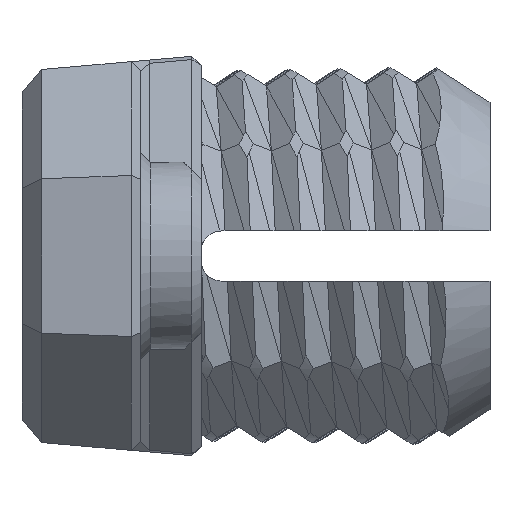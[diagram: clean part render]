
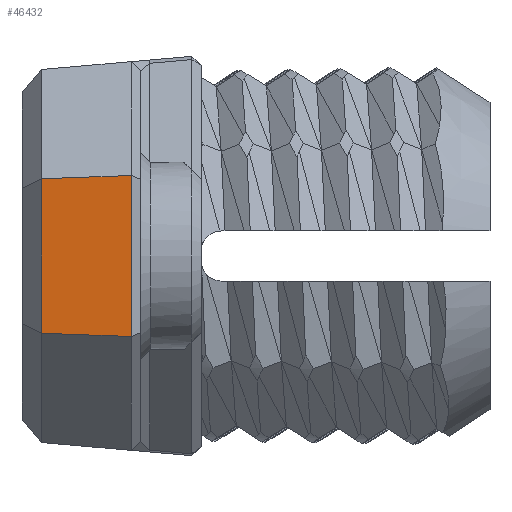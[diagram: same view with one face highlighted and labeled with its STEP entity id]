
A CAD part, left-side view. The second image highlights one B-rep face of the part: STEP entity #46432.
In plain terms, the highlighted planar face has unit normal (-0.996, 0.087, 0).
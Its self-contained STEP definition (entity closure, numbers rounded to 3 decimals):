
#5780 = PLANE('',#5781);
#5781 = AXIS2_PLACEMENT_3D('',#5782,#5783,#5784);
#5782 = CARTESIAN_POINT('',(-30.247,27.677,4.024
    ));
#5783 = DIRECTION('',(0.707,0.707,0.));
#5784 = DIRECTION('',(-0.707,0.707,0.));
#41139 = PLANE('',#41140);
#41140 = AXIS2_PLACEMENT_3D('',#41141,#41142,#41143);
#41141 = CARTESIAN_POINT('',(-24.422,29.21,9.716));
#41142 = DIRECTION('',(-0.704,0.087,
    0.704));
#41143 = DIRECTION('',(0.707,0.,0.707
    ));
#41391 = PLANE('',#41392);
#41392 = AXIS2_PLACEMENT_3D('',#41393,#41394,#41395);
#41393 = CARTESIAN_POINT('',(-24.422,29.21,-9.716));
#41394 = DIRECTION('',(-0.704,0.087,
    -0.704));
#41395 = DIRECTION('',(-0.707,0.,0.707));
#46221 = PLANE('',#46222);
#46222 = AXIS2_PLACEMENT_3D('',#46223,#46224,#46225);
#46223 = CARTESIAN_POINT('',(-28.663,33.21,-9.716));
#46224 = DIRECTION('',(-0.643,0.766,0.));
#46225 = DIRECTION('',(-0.766,-0.643,0.));
#46360 = EDGE_CURVE('',#46361,#46363,#46365,.T.);
#46361 = VERTEX_POINT('',#46362);
#46362 = CARTESIAN_POINT('',(-29.85,32.214,
    -3.915));
#46363 = VERTEX_POINT('',#46364);
#46364 = CARTESIAN_POINT('',(-30.247,27.677,
    -4.08));
#46365 = SURFACE_CURVE('',#46366,(#46370,#46377),.PCURVE_S1.);
#46366 = LINE('',#46367,#46368);
#46367 = CARTESIAN_POINT('',(-30.088,29.499,
    -4.014));
#46368 = VECTOR('',#46369,1.);
#46369 = DIRECTION('',(-0.087,-0.996,
    -0.036));
#46370 = PCURVE('',#41391,#46371);
#46371 = DEFINITIONAL_REPRESENTATION('',(#46372),#46376);
#46372 = LINE('',#46373,#46374);
#46373 = CARTESIAN_POINT('',(8.038,0.29));
#46374 = VECTOR('',#46375,1.);
#46375 = DIRECTION('',(0.036,-0.999));
#46376 = ( GEOMETRIC_REPRESENTATION_CONTEXT(2) 
PARAMETRIC_REPRESENTATION_CONTEXT() REPRESENTATION_CONTEXT('2D SPACE',''
  ) );
#46377 = PCURVE('',#46378,#46383);
#46378 = PLANE('',#46379);
#46379 = AXIS2_PLACEMENT_3D('',#46380,#46381,#46382);
#46380 = CARTESIAN_POINT('',(-30.113,29.21,4.024));
#46381 = DIRECTION('',(-0.996,0.087,0.));
#46382 = DIRECTION('',(-0.087,-0.996,0.));
#46383 = DEFINITIONAL_REPRESENTATION('',(#46384),#46388);
#46384 = LINE('',#46385,#46386);
#46385 = CARTESIAN_POINT('',(-0.29,-8.038));
#46386 = VECTOR('',#46387,1.);
#46387 = DIRECTION('',(0.999,-0.036));
#46388 = ( GEOMETRIC_REPRESENTATION_CONTEXT(2) 
PARAMETRIC_REPRESENTATION_CONTEXT() REPRESENTATION_CONTEXT('2D SPACE',''
  ) );
#46432 = ADVANCED_FACE('',(#46433),#46378,.T.);
#46433 = FACE_BOUND('',#46434,.T.);
#46434 = EDGE_LOOP('',(#46435,#46460,#46481,#46482));
#46435 = ORIENTED_EDGE('',*,*,#46436,.F.);
#46436 = EDGE_CURVE('',#46437,#46439,#46441,.T.);
#46437 = VERTEX_POINT('',#46438);
#46438 = CARTESIAN_POINT('',(-29.85,32.214,
    3.915));
#46439 = VERTEX_POINT('',#46440);
#46440 = CARTESIAN_POINT('',(-30.247,27.677,
    4.08));
#46441 = SURFACE_CURVE('',#46442,(#46446,#46453),.PCURVE_S1.);
#46442 = LINE('',#46443,#46444);
#46443 = CARTESIAN_POINT('',(-30.088,29.499,
    4.014));
#46444 = VECTOR('',#46445,1.);
#46445 = DIRECTION('',(-0.087,-0.996,
    0.036));
#46446 = PCURVE('',#46378,#46447);
#46447 = DEFINITIONAL_REPRESENTATION('',(#46448),#46452);
#46448 = LINE('',#46449,#46450);
#46449 = CARTESIAN_POINT('',(-0.29,-0.01));
#46450 = VECTOR('',#46451,1.);
#46451 = DIRECTION('',(0.999,0.036));
#46452 = ( GEOMETRIC_REPRESENTATION_CONTEXT(2) 
PARAMETRIC_REPRESENTATION_CONTEXT() REPRESENTATION_CONTEXT('2D SPACE',''
  ) );
#46453 = PCURVE('',#41139,#46454);
#46454 = DEFINITIONAL_REPRESENTATION('',(#46455),#46459);
#46455 = LINE('',#46456,#46457);
#46456 = CARTESIAN_POINT('',(-8.038,0.29));
#46457 = VECTOR('',#46458,1.);
#46458 = DIRECTION('',(-0.036,-0.999));
#46459 = ( GEOMETRIC_REPRESENTATION_CONTEXT(2) 
PARAMETRIC_REPRESENTATION_CONTEXT() REPRESENTATION_CONTEXT('2D SPACE',''
  ) );
#46460 = ORIENTED_EDGE('',*,*,#46461,.T.);
#46461 = EDGE_CURVE('',#46437,#46361,#46462,.T.);
#46462 = SURFACE_CURVE('',#46463,(#46467,#46474),.PCURVE_S1.);
#46463 = LINE('',#46464,#46465);
#46464 = CARTESIAN_POINT('',(-29.85,32.214,
    4.024));
#46465 = VECTOR('',#46466,1.);
#46466 = DIRECTION('',(0.,0.,-1.));
#46467 = PCURVE('',#46378,#46468);
#46468 = DEFINITIONAL_REPRESENTATION('',(#46469),#46473);
#46469 = LINE('',#46470,#46471);
#46470 = CARTESIAN_POINT('',(-3.015,0.));
#46471 = VECTOR('',#46472,1.);
#46472 = DIRECTION('',(0.,-1.));
#46473 = ( GEOMETRIC_REPRESENTATION_CONTEXT(2) 
PARAMETRIC_REPRESENTATION_CONTEXT() REPRESENTATION_CONTEXT('2D SPACE',''
  ) );
#46474 = PCURVE('',#46221,#46475);
#46475 = DEFINITIONAL_REPRESENTATION('',(#46476),#46480);
#46476 = LINE('',#46477,#46478);
#46477 = CARTESIAN_POINT('',(1.55,13.74));
#46478 = VECTOR('',#46479,1.);
#46479 = DIRECTION('',(0.,-1.));
#46480 = ( GEOMETRIC_REPRESENTATION_CONTEXT(2) 
PARAMETRIC_REPRESENTATION_CONTEXT() REPRESENTATION_CONTEXT('2D SPACE',''
  ) );
#46481 = ORIENTED_EDGE('',*,*,#46360,.T.);
#46482 = ORIENTED_EDGE('',*,*,#46483,.T.);
#46483 = EDGE_CURVE('',#46363,#46439,#46484,.T.);
#46484 = SURFACE_CURVE('',#46485,(#46489,#46496),.PCURVE_S1.);
#46485 = LINE('',#46486,#46487);
#46486 = CARTESIAN_POINT('',(-30.247,27.677,
    4.097));
#46487 = VECTOR('',#46488,1.);
#46488 = DIRECTION('',(0.,0.,1.));
#46489 = PCURVE('',#46378,#46490);
#46490 = DEFINITIONAL_REPRESENTATION('',(#46491),#46495);
#46491 = LINE('',#46492,#46493);
#46492 = CARTESIAN_POINT('',(1.539,0.072));
#46493 = VECTOR('',#46494,1.);
#46494 = DIRECTION('',(0.,1.));
#46495 = ( GEOMETRIC_REPRESENTATION_CONTEXT(2) 
PARAMETRIC_REPRESENTATION_CONTEXT() REPRESENTATION_CONTEXT('2D SPACE',''
  ) );
#46496 = PCURVE('',#5780,#46497);
#46497 = DEFINITIONAL_REPRESENTATION('',(#46498),#46502);
#46498 = LINE('',#46499,#46500);
#46499 = CARTESIAN_POINT('',(0.,0.072));
#46500 = VECTOR('',#46501,1.);
#46501 = DIRECTION('',(0.,1.));
#46502 = ( GEOMETRIC_REPRESENTATION_CONTEXT(2) 
PARAMETRIC_REPRESENTATION_CONTEXT() REPRESENTATION_CONTEXT('2D SPACE',''
  ) );
